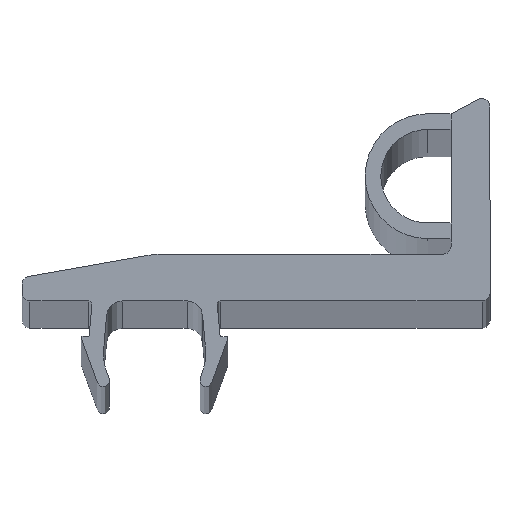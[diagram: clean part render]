
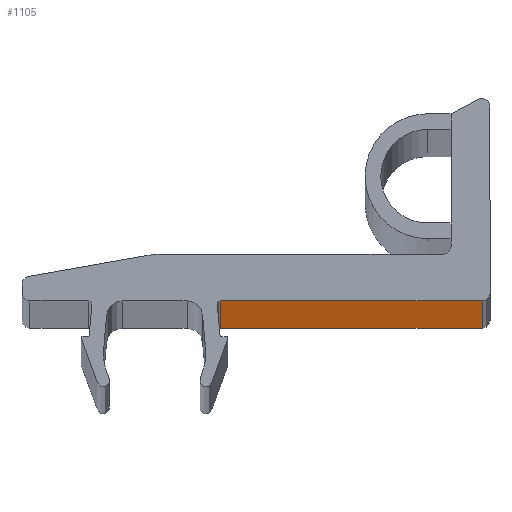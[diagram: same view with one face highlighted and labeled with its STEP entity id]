
A CAD part, top view. The second image highlights one B-rep face of the part: STEP entity #1105.
In plain terms, the highlighted planar face has unit normal (0, -1, 0).
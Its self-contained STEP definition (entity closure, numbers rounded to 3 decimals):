
#66 = LINE ( 'NONE', #272, #477 ) ;
#72 = DIRECTION ( 'NONE',  ( 1., 0., 0. ) ) ;
#212 = CARTESIAN_POINT ( 'NONE',  ( 21., 0., -500. ) ) ;
#254 = LINE ( 'NONE', #1293, #949 ) ;
#267 = EDGE_CURVE ( 'NONE', #1502, #1290, #254, .T. ) ;
#268 = CARTESIAN_POINT ( 'NONE',  ( 21., 0., 500. ) ) ;
#272 = CARTESIAN_POINT ( 'NONE',  ( 4.218, 0., 500. ) ) ;
#273 = DIRECTION ( 'NONE',  ( 0., 0., -1. ) ) ;
#287 = EDGE_CURVE ( 'NONE', #417, #1502, #968, .T. ) ;
#417 = VERTEX_POINT ( 'NONE', #1402 ) ;
#431 = DIRECTION ( 'NONE',  ( 0., 0., -1. ) ) ;
#437 = EDGE_LOOP ( 'NONE', ( #807, #1024, #1377, #1073 ) ) ;
#477 = VECTOR ( 'NONE', #273, 1000. ) ;
#479 = DIRECTION ( 'NONE',  ( 1., 0., 0. ) ) ;
#514 = EDGE_CURVE ( 'NONE', #1008, #1290, #1019, .T. ) ;
#807 = ORIENTED_EDGE ( 'NONE', *, *, #514, .T. ) ;
#823 = DIRECTION ( 'NONE',  ( -1., 0., 0. ) ) ;
#828 = DIRECTION ( 'NONE',  ( 0., 1., 0. ) ) ;
#853 = PLANE ( 'NONE',  #1514 ) ;
#860 = CARTESIAN_POINT ( 'NONE',  ( 16., 0., 500. ) ) ;
#947 = VECTOR ( 'NONE', #479, 1000. ) ;
#949 = VECTOR ( 'NONE', #431, 1000. ) ;
#968 = LINE ( 'NONE', #1226, #947 ) ;
#1008 = VERTEX_POINT ( 'NONE', #1251 ) ;
#1019 = LINE ( 'NONE', #1450, #1175 ) ;
#1024 = ORIENTED_EDGE ( 'NONE', *, *, #267, .F. ) ;
#1073 = ORIENTED_EDGE ( 'NONE', *, *, #1476, .T. ) ;
#1105 = ADVANCED_FACE ( 'NONE', ( #1270 ), #853, .F. ) ;
#1175 = VECTOR ( 'NONE', #72, 1000. ) ;
#1226 = CARTESIAN_POINT ( 'NONE',  ( 4.218, 0., 500. ) ) ;
#1251 = CARTESIAN_POINT ( 'NONE',  ( 4.218, 0., -500. ) ) ;
#1270 = FACE_OUTER_BOUND ( 'NONE', #437, .T. ) ;
#1290 = VERTEX_POINT ( 'NONE', #212 ) ;
#1293 = CARTESIAN_POINT ( 'NONE',  ( 21., 0., 500. ) ) ;
#1377 = ORIENTED_EDGE ( 'NONE', *, *, #287, .F. ) ;
#1402 = CARTESIAN_POINT ( 'NONE',  ( 4.218, 0., 500. ) ) ;
#1450 = CARTESIAN_POINT ( 'NONE',  ( 16., 0., -500. ) ) ;
#1476 = EDGE_CURVE ( 'NONE', #417, #1008, #66, .T. ) ;
#1502 = VERTEX_POINT ( 'NONE', #268 ) ;
#1514 = AXIS2_PLACEMENT_3D ( 'NONE', #860, #828, #823 ) ;
